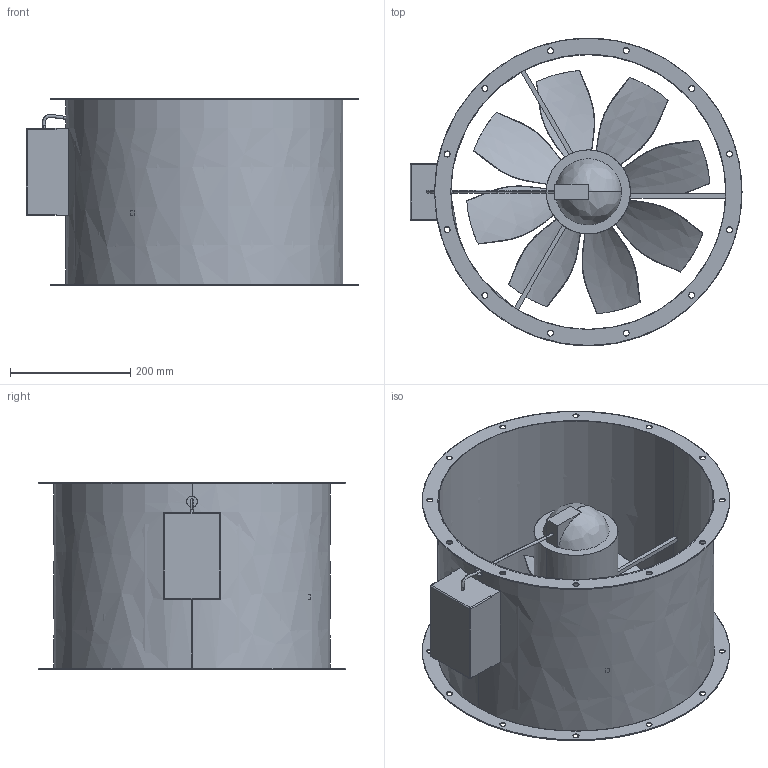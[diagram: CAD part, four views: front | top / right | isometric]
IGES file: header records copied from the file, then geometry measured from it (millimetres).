
Start section: SolidWorks IGES file using analytic representation for surfaces
Global section: file name: DZR 45.IGS; native system: SolidWorks 2021; preprocessor: SolidWorks 2021; author: sehling; date: 240705.124447; units: millimetre
Bounding box: 553 x 512 x 310 mm (x, y, z)
Surface area: 1444109.5 mm2 (no closed solid volume)
Topology: 0 solids, 0 shells, 227 faces, 4496 edges, 4492 vertices
Faces by surface type: bspline 141, revolution 86
